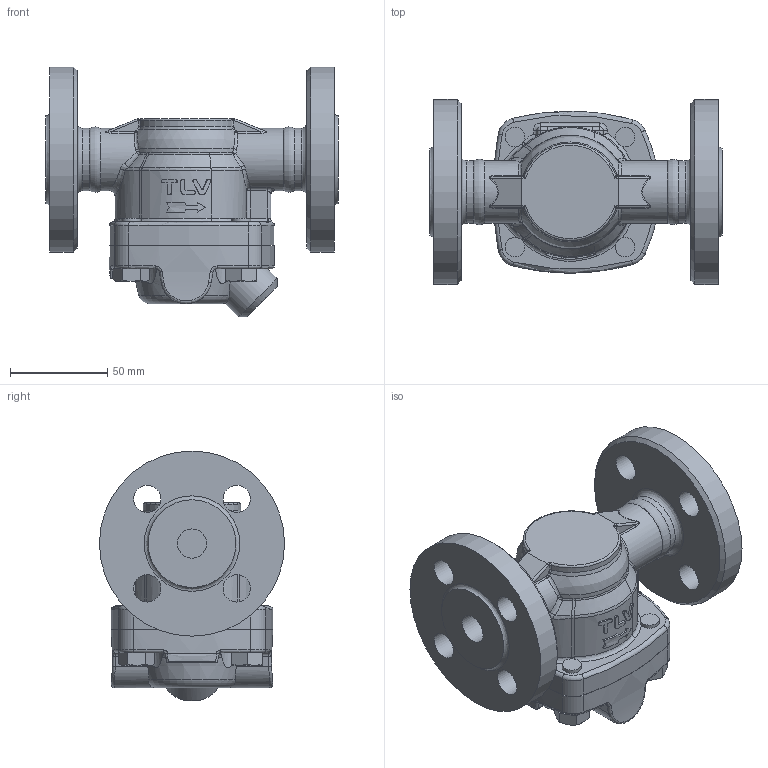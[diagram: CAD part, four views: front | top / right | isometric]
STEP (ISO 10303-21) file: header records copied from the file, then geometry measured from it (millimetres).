
FILE_DESCRIPTION((''),'2;1');
FILE_NAME('ss1vl-015-e0025-00.stp','2009-12-18T15:27:01',('nakaot'),(''),'Autodesk Inventor 2008','Autodesk Inventor 2008','');
FILE_SCHEMA(('AUTOMOTIVE_DESIGN { 1 0 10303 214 1 1 1 1 }'));
Length unit declared in the file: millimetre
Products named in the file (1): ss1vl-015-e0025-00
Bounding box: 150 x 95 x 128.27 mm (x, y, z)
Volume: 608703.4 mm3; surface area: 89891.6 mm2
Topology: 1 solids, 1 shells, 420 faces, 1039 edges, 623 vertices
Faces by surface type: bspline 175, cylinder 101, plane 93, cone 31, torus 14, sphere 6
Full cylindrical faces by diameter (mm): 10 x8, 15 x2, 28 x1, 32 x4, 95 x2
Entity records: 26489 total; most frequent: CARTESIAN_POINT 17951, ORIENTED_EDGE 1930, DIRECTION 1466, EDGE_CURVE 965, AXIS2_PLACEMENT_3D 623, VERTEX_POINT 602, EDGE_LOOP 499, FACE_OUTER_BOUND 420
